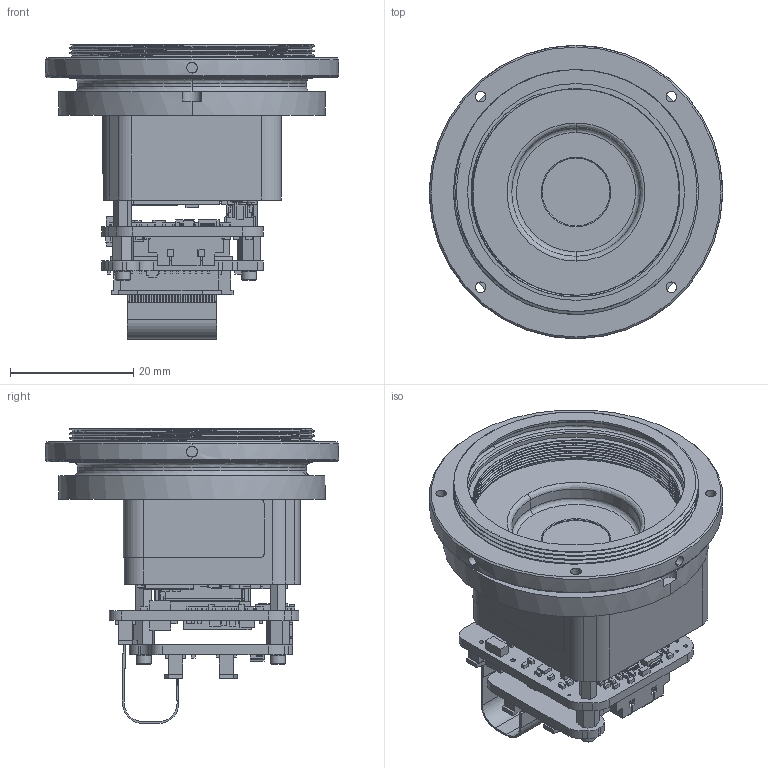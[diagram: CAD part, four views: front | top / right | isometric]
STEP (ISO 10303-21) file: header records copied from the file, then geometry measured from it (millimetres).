
FILE_DESCRIPTION (( 'STEP AP214' ), '1' );
FILE_NAME ('Viento-10 MIPI No Lens M34 Mount ICD CAD.STEP', '2024-06-20T22:49:31', ( '' ), ( '' ), 'SwSTEP 2.0', 'SolidWorks 2023', '' );
FILE_SCHEMA (( 'AUTOMOTIVE_DESIGN' ));
Length unit declared in the file: millimetre
Products named in the file (1): Viento-10 MIPI No Lens M34 Mount ICD CAD
Bounding box: 47.5 x 47.5 x 47.75 mm (x, y, z)
Volume: 21985.9 mm3; surface area: 18439.8 mm2
Topology: 10 solids, 10 shells, 3199 faces, 8681 edges, 5745 vertices
Faces by surface type: plane 2692, cylinder 415, bspline 45, cone 43, sphere 4
Full cylindrical faces by diameter (mm): 0.203 x3, 0.432 x7, 0.508 x2, 0.6 x6, 0.75 x2, 0.864 x3, 1.112 x2, 1.524 x4, 1.6 x2, 1.9 x4, 2.438 x2
Entity records: 113584 total; most frequent: CARTESIAN_POINT 32483, ORIENTED_EDGE 17256, DIRECTION 15550, EDGE_CURVE 8628, VECTOR 7590, LINE 7590, VERTEX_POINT 5739, AXIS2_PLACEMENT_3D 3980
